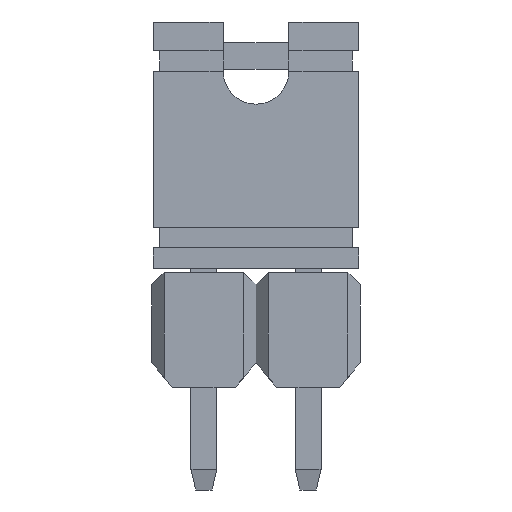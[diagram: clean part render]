
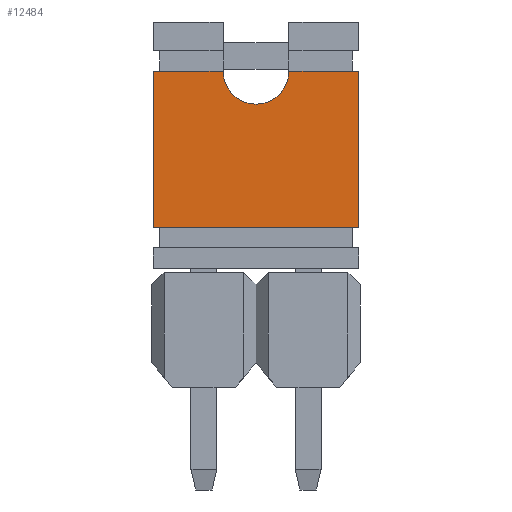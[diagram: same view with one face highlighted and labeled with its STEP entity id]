
A CAD part, front view. The second image highlights one B-rep face of the part: STEP entity #12484.
In plain terms, the highlighted planar face has unit normal (0, -1, 0).
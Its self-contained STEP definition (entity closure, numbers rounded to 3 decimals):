
#9811 = CYLINDRICAL_SURFACE('',#9812,0.8);
#9812 = AXIS2_PLACEMENT_3D('',#9813,#9814,#9815);
#9813 = CARTESIAN_POINT('',(1.27,-1.25,7.7));
#9814 = DIRECTION('',(0.,-1.,0.));
#9815 = DIRECTION('',(1.,0.,0.));
#9964 = PLANE('',#9965);
#9965 = AXIS2_PLACEMENT_3D('',#9966,#9967,#9968);
#9966 = CARTESIAN_POINT('',(1.27,0.,3.9));
#9967 = DIRECTION('',(-0.,-0.,-1.));
#9968 = DIRECTION('',(-1.,0.,0.));
#10461 = PLANE('',#10462);
#10462 = AXIS2_PLACEMENT_3D('',#10463,#10464,#10465);
#10463 = CARTESIAN_POINT('',(1.27,0.,7.7));
#10464 = DIRECTION('',(-0.,-0.,-1.));
#10465 = DIRECTION('',(-1.,0.,0.));
#10520 = PLANE('',#10521);
#10521 = AXIS2_PLACEMENT_3D('',#10522,#10523,#10524);
#10522 = CARTESIAN_POINT('',(1.27,0.,7.7));
#10523 = DIRECTION('',(-0.,-0.,-1.));
#10524 = DIRECTION('',(-1.,0.,0.));
#10960 = EDGE_CURVE('',#10961,#10963,#10965,.T.);
#10961 = VERTEX_POINT('',#10962);
#10962 = CARTESIAN_POINT('',(0.47,-1.25,7.7));
#10963 = VERTEX_POINT('',#10964);
#10964 = CARTESIAN_POINT('',(2.07,-1.25,7.7));
#10965 = SURFACE_CURVE('',#10966,(#10971,#10978),.PCURVE_S1.);
#10966 = CIRCLE('',#10967,0.8);
#10967 = AXIS2_PLACEMENT_3D('',#10968,#10969,#10970);
#10968 = CARTESIAN_POINT('',(1.27,-1.25,7.7));
#10969 = DIRECTION('',(0.,-1.,0.));
#10970 = DIRECTION('',(1.,0.,0.));
#10971 = PCURVE('',#9811,#10972);
#10972 = DEFINITIONAL_REPRESENTATION('',(#10973),#10977);
#10973 = LINE('',#10974,#10975);
#10974 = CARTESIAN_POINT('',(0.,0.));
#10975 = VECTOR('',#10976,1.);
#10976 = DIRECTION('',(1.,0.));
#10977 = ( GEOMETRIC_REPRESENTATION_CONTEXT(2) 
PARAMETRIC_REPRESENTATION_CONTEXT() REPRESENTATION_CONTEXT('2D SPACE',''
  ) );
#10978 = PCURVE('',#10979,#10984);
#10979 = PLANE('',#10980);
#10980 = AXIS2_PLACEMENT_3D('',#10981,#10982,#10983);
#10981 = CARTESIAN_POINT('',(3.77,-1.25,2.9));
#10982 = DIRECTION('',(0.,-1.,0.));
#10983 = DIRECTION('',(-1.,0.,0.));
#10984 = DEFINITIONAL_REPRESENTATION('',(#10985),#10989);
#10985 = CIRCLE('',#10986,0.8);
#10986 = AXIS2_PLACEMENT_2D('',#10987,#10988);
#10987 = CARTESIAN_POINT('',(2.5,-4.8));
#10988 = DIRECTION('',(-1.,-0.));
#10989 = ( GEOMETRIC_REPRESENTATION_CONTEXT(2) 
PARAMETRIC_REPRESENTATION_CONTEXT() REPRESENTATION_CONTEXT('2D SPACE',''
  ) );
#11216 = VERTEX_POINT('',#11217);
#11217 = CARTESIAN_POINT('',(3.77,-1.25,3.9));
#11231 = PLANE('',#11232);
#11232 = AXIS2_PLACEMENT_3D('',#11233,#11234,#11235);
#11233 = CARTESIAN_POINT('',(3.77,1.25,2.9));
#11234 = DIRECTION('',(1.,0.,0.));
#11235 = DIRECTION('',(0.,-1.,0.));
#11243 = EDGE_CURVE('',#11216,#11244,#11246,.T.);
#11244 = VERTEX_POINT('',#11245);
#11245 = CARTESIAN_POINT('',(-1.23,-1.25,3.9));
#11246 = SURFACE_CURVE('',#11247,(#11251,#11258),.PCURVE_S1.);
#11247 = LINE('',#11248,#11249);
#11248 = CARTESIAN_POINT('',(3.77,-1.25,3.9));
#11249 = VECTOR('',#11250,1.);
#11250 = DIRECTION('',(-1.,0.,0.));
#11251 = PCURVE('',#9964,#11252);
#11252 = DEFINITIONAL_REPRESENTATION('',(#11253),#11257);
#11253 = LINE('',#11254,#11255);
#11254 = CARTESIAN_POINT('',(-2.5,-1.25));
#11255 = VECTOR('',#11256,1.);
#11256 = DIRECTION('',(1.,0.));
#11257 = ( GEOMETRIC_REPRESENTATION_CONTEXT(2) 
PARAMETRIC_REPRESENTATION_CONTEXT() REPRESENTATION_CONTEXT('2D SPACE',''
  ) );
#11258 = PCURVE('',#10979,#11259);
#11259 = DEFINITIONAL_REPRESENTATION('',(#11260),#11264);
#11260 = LINE('',#11261,#11262);
#11261 = CARTESIAN_POINT('',(0.,-1.));
#11262 = VECTOR('',#11263,1.);
#11263 = DIRECTION('',(1.,0.));
#11264 = ( GEOMETRIC_REPRESENTATION_CONTEXT(2) 
PARAMETRIC_REPRESENTATION_CONTEXT() REPRESENTATION_CONTEXT('2D SPACE',''
  ) );
#11280 = PLANE('',#11281);
#11281 = AXIS2_PLACEMENT_3D('',#11282,#11283,#11284);
#11282 = CARTESIAN_POINT('',(-1.23,-1.25,2.9));
#11283 = DIRECTION('',(-1.,0.,0.));
#11284 = DIRECTION('',(0.,1.,0.));
#11729 = VERTEX_POINT('',#11730);
#11730 = CARTESIAN_POINT('',(3.77,-1.25,7.7));
#11751 = EDGE_CURVE('',#11729,#10963,#11752,.T.);
#11752 = SURFACE_CURVE('',#11753,(#11757,#11764),.PCURVE_S1.);
#11753 = LINE('',#11754,#11755);
#11754 = CARTESIAN_POINT('',(3.77,-1.25,7.7));
#11755 = VECTOR('',#11756,1.);
#11756 = DIRECTION('',(-1.,0.,0.));
#11757 = PCURVE('',#10520,#11758);
#11758 = DEFINITIONAL_REPRESENTATION('',(#11759),#11763);
#11759 = LINE('',#11760,#11761);
#11760 = CARTESIAN_POINT('',(-2.5,-1.25));
#11761 = VECTOR('',#11762,1.);
#11762 = DIRECTION('',(1.,0.));
#11763 = ( GEOMETRIC_REPRESENTATION_CONTEXT(2) 
PARAMETRIC_REPRESENTATION_CONTEXT() REPRESENTATION_CONTEXT('2D SPACE',''
  ) );
#11764 = PCURVE('',#10979,#11765);
#11765 = DEFINITIONAL_REPRESENTATION('',(#11766),#11770);
#11766 = LINE('',#11767,#11768);
#11767 = CARTESIAN_POINT('',(0.,-4.8));
#11768 = VECTOR('',#11769,1.);
#11769 = DIRECTION('',(1.,0.));
#11770 = ( GEOMETRIC_REPRESENTATION_CONTEXT(2) 
PARAMETRIC_REPRESENTATION_CONTEXT() REPRESENTATION_CONTEXT('2D SPACE',''
  ) );
#11915 = EDGE_CURVE('',#10961,#11916,#11918,.T.);
#11916 = VERTEX_POINT('',#11917);
#11917 = CARTESIAN_POINT('',(-1.23,-1.25,7.7));
#11918 = SURFACE_CURVE('',#11919,(#11923,#11930),.PCURVE_S1.);
#11919 = LINE('',#11920,#11921);
#11920 = CARTESIAN_POINT('',(3.77,-1.25,7.7));
#11921 = VECTOR('',#11922,1.);
#11922 = DIRECTION('',(-1.,0.,0.));
#11923 = PCURVE('',#10461,#11924);
#11924 = DEFINITIONAL_REPRESENTATION('',(#11925),#11929);
#11925 = LINE('',#11926,#11927);
#11926 = CARTESIAN_POINT('',(-2.5,-1.25));
#11927 = VECTOR('',#11928,1.);
#11928 = DIRECTION('',(1.,0.));
#11929 = ( GEOMETRIC_REPRESENTATION_CONTEXT(2) 
PARAMETRIC_REPRESENTATION_CONTEXT() REPRESENTATION_CONTEXT('2D SPACE',''
  ) );
#11930 = PCURVE('',#10979,#11931);
#11931 = DEFINITIONAL_REPRESENTATION('',(#11932),#11936);
#11932 = LINE('',#11933,#11934);
#11933 = CARTESIAN_POINT('',(0.,-4.8));
#11934 = VECTOR('',#11935,1.);
#11935 = DIRECTION('',(1.,0.));
#11936 = ( GEOMETRIC_REPRESENTATION_CONTEXT(2) 
PARAMETRIC_REPRESENTATION_CONTEXT() REPRESENTATION_CONTEXT('2D SPACE',''
  ) );
#12484 = ADVANCED_FACE('',(#12485),#10979,.T.);
#12485 = FACE_BOUND('',#12486,.T.);
#12486 = EDGE_LOOP('',(#12487,#12488,#12509,#12510,#12511,#12512));
#12487 = ORIENTED_EDGE('',*,*,#11243,.F.);
#12488 = ORIENTED_EDGE('',*,*,#12489,.T.);
#12489 = EDGE_CURVE('',#11216,#11729,#12490,.T.);
#12490 = SURFACE_CURVE('',#12491,(#12495,#12502),.PCURVE_S1.);
#12491 = LINE('',#12492,#12493);
#12492 = CARTESIAN_POINT('',(3.77,-1.25,2.9));
#12493 = VECTOR('',#12494,1.);
#12494 = DIRECTION('',(0.,0.,1.));
#12495 = PCURVE('',#10979,#12496);
#12496 = DEFINITIONAL_REPRESENTATION('',(#12497),#12501);
#12497 = LINE('',#12498,#12499);
#12498 = CARTESIAN_POINT('',(0.,-0.));
#12499 = VECTOR('',#12500,1.);
#12500 = DIRECTION('',(0.,-1.));
#12501 = ( GEOMETRIC_REPRESENTATION_CONTEXT(2) 
PARAMETRIC_REPRESENTATION_CONTEXT() REPRESENTATION_CONTEXT('2D SPACE',''
  ) );
#12502 = PCURVE('',#11231,#12503);
#12503 = DEFINITIONAL_REPRESENTATION('',(#12504),#12508);
#12504 = LINE('',#12505,#12506);
#12505 = CARTESIAN_POINT('',(2.5,0.));
#12506 = VECTOR('',#12507,1.);
#12507 = DIRECTION('',(0.,-1.));
#12508 = ( GEOMETRIC_REPRESENTATION_CONTEXT(2) 
PARAMETRIC_REPRESENTATION_CONTEXT() REPRESENTATION_CONTEXT('2D SPACE',''
  ) );
#12509 = ORIENTED_EDGE('',*,*,#11751,.T.);
#12510 = ORIENTED_EDGE('',*,*,#10960,.F.);
#12511 = ORIENTED_EDGE('',*,*,#11915,.T.);
#12512 = ORIENTED_EDGE('',*,*,#12513,.F.);
#12513 = EDGE_CURVE('',#11244,#11916,#12514,.T.);
#12514 = SURFACE_CURVE('',#12515,(#12519,#12526),.PCURVE_S1.);
#12515 = LINE('',#12516,#12517);
#12516 = CARTESIAN_POINT('',(-1.23,-1.25,2.9));
#12517 = VECTOR('',#12518,1.);
#12518 = DIRECTION('',(0.,0.,1.));
#12519 = PCURVE('',#10979,#12520);
#12520 = DEFINITIONAL_REPRESENTATION('',(#12521),#12525);
#12521 = LINE('',#12522,#12523);
#12522 = CARTESIAN_POINT('',(5.,0.));
#12523 = VECTOR('',#12524,1.);
#12524 = DIRECTION('',(0.,-1.));
#12525 = ( GEOMETRIC_REPRESENTATION_CONTEXT(2) 
PARAMETRIC_REPRESENTATION_CONTEXT() REPRESENTATION_CONTEXT('2D SPACE',''
  ) );
#12526 = PCURVE('',#11280,#12527);
#12527 = DEFINITIONAL_REPRESENTATION('',(#12528),#12532);
#12528 = LINE('',#12529,#12530);
#12529 = CARTESIAN_POINT('',(0.,0.));
#12530 = VECTOR('',#12531,1.);
#12531 = DIRECTION('',(0.,-1.));
#12532 = ( GEOMETRIC_REPRESENTATION_CONTEXT(2) 
PARAMETRIC_REPRESENTATION_CONTEXT() REPRESENTATION_CONTEXT('2D SPACE',''
  ) );
